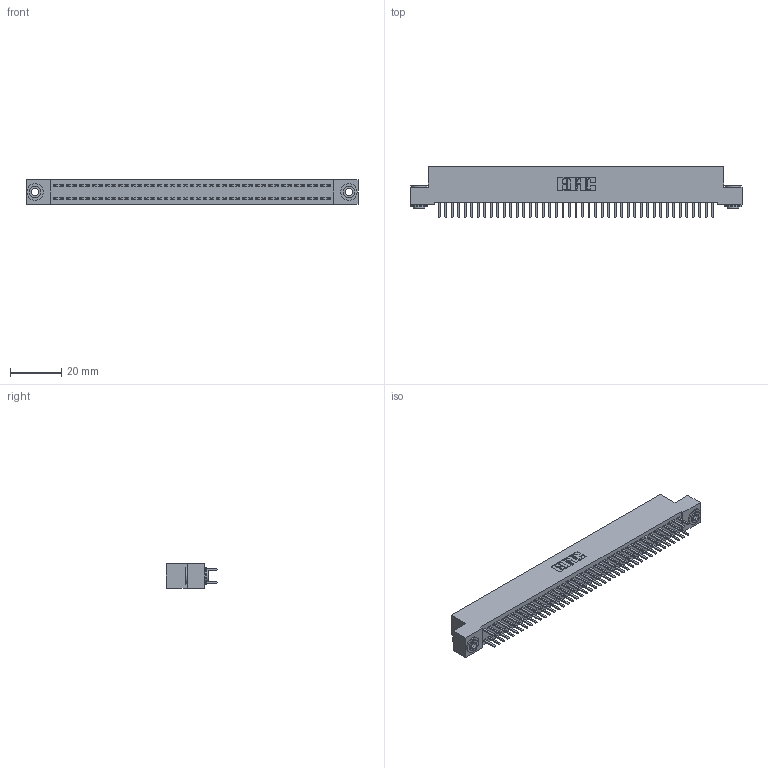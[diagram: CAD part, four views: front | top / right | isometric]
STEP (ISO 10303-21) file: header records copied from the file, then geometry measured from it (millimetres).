
FILE_DESCRIPTION (( 'STEP AP203' ), '1' );
FILE_NAME ('392-086-520-203.STEP', '2018-08-18T05:00:27', ( '' ), ( '' ), 'SwSTEP 2.0', 'SolidWorks 2016', '' );
FILE_SCHEMA (( 'CONFIG_CONTROL_DESIGN' ));
Length unit declared in the file: inch
Products named in the file (4): 342 Part_.156 TH; 345-292-001_345-293-120; 342-250-002_345-250-002-102; 392-086-520-203
Assembly tree (89 placements, depth 2):
  392-086-520-203
    342 Part_.156 TH
    345-292-001_345-293-120  x86
    342-250-002_345-250-002-102  x2
Bounding box: 129.54 x 20.02 x 9.4 mm (x, y, z)
Volume: 11628.9 mm3; surface area: 19078.5 mm2
Topology: 89 solids, 89 shells, 4964 faces, 14393 edges, 9362 vertices
Faces by surface type: plane 3344, cylinder 1612, cone 8
Entity records: 28166 total; most frequent: CARTESIAN_POINT 4653, ORIENTED_EDGE 4570, DIRECTION 3995, EDGE_CURVE 2285, LINE 2129, VECTOR 2129, VERTEX_POINT 1518, AXIS2_PLACEMENT_3D 933
